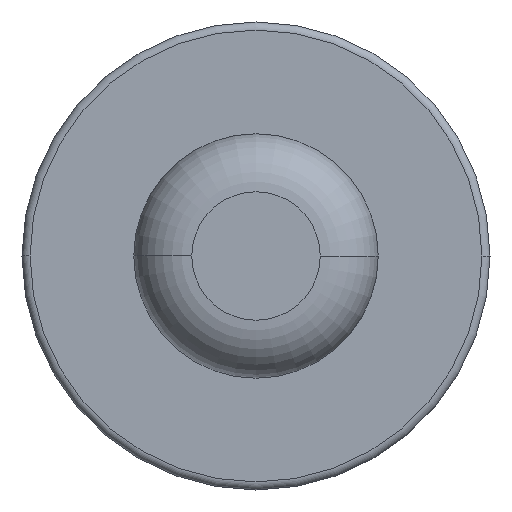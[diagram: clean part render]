
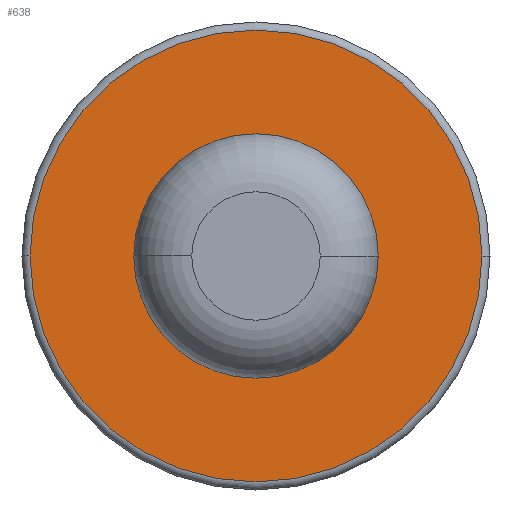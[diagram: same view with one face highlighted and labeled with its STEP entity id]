
A CAD part, front view. The second image highlights one B-rep face of the part: STEP entity #638.
In plain terms, the highlighted planar face has unit normal (0, -1, 0).
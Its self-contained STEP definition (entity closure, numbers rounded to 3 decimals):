
#177=CARTESIAN_POINT('',(0.,-0.004,0.));
#178=DIRECTION('',(0.,-1.,0.));
#179=DIRECTION('',(-1.,0.,0.));
#180=AXIS2_PLACEMENT_3D('',#177,#178,#179);
#192=CARTESIAN_POINT('',(0.,-0.004,0.));
#193=DIRECTION('',(0.,-1.,0.));
#194=DIRECTION('',(1.,0.,0.));
#195=AXIS2_PLACEMENT_3D('',#192,#193,#194);
#207=CARTESIAN_POINT('',(0.,-0.004,0.));
#208=DIRECTION('',(0.,1.,0.));
#209=DIRECTION('',(-1.,0.,0.));
#210=AXIS2_PLACEMENT_3D('',#207,#208,#209);
#246=CARTESIAN_POINT('',(0.,-0.004,0.));
#247=DIRECTION('',(0.,-1.,0.));
#248=DIRECTION('',(-1.,0.,0.));
#249=AXIS2_PLACEMENT_3D('',#246,#247,#248);
#437=CARTESIAN_POINT('',(-1.209,-0.004,0.));
#438=CARTESIAN_POINT('',(1.209,-0.004,0.));
#439=VERTEX_POINT('',#437);
#440=VERTEX_POINT('',#438);
#457=CARTESIAN_POINT('',(2.234,-0.004,0.));
#458=CARTESIAN_POINT('',(-2.234,-0.004,0.));
#459=VERTEX_POINT('',#457);
#460=VERTEX_POINT('',#458);
#622=CARTESIAN_POINT('',(0.,-0.004,0.));
#623=DIRECTION('',(0.,1.,0.));
#624=DIRECTION('',(1.,0.,0.));
#625=AXIS2_PLACEMENT_3D('',#622,#623,#624);
#626=PLANE('',#625);
#628=ORIENTED_EDGE('',*,*,#627,.F.);
#629=ORIENTED_EDGE('',*,*,#612,.F.);
#630=EDGE_LOOP('',(#628,#629));
#631=FACE_OUTER_BOUND('',#630,.F.);
#633=ORIENTED_EDGE('',*,*,#632,.F.);
#635=ORIENTED_EDGE('',*,*,#634,.T.);
#636=EDGE_LOOP('',(#633,#635));
#637=FACE_BOUND('',#636,.F.);
#638=ADVANCED_FACE('',(#631,#637),#626,.F.);
#181=CIRCLE('',#180,2.234);
#196=CIRCLE('',#195,2.234);
#211=CIRCLE('',#210,1.209);
#250=CIRCLE('',#249,1.209);
#612=EDGE_CURVE('',#460,#459,#181,.T.);
#627=EDGE_CURVE('',#459,#460,#196,.T.);
#632=EDGE_CURVE('',#439,#440,#211,.T.);
#634=EDGE_CURVE('',#439,#440,#250,.T.);
